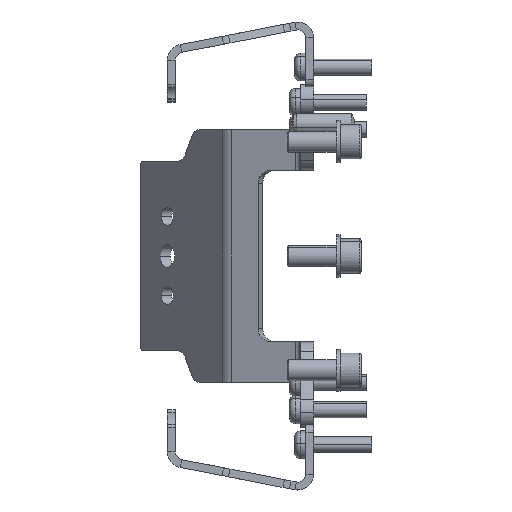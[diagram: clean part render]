
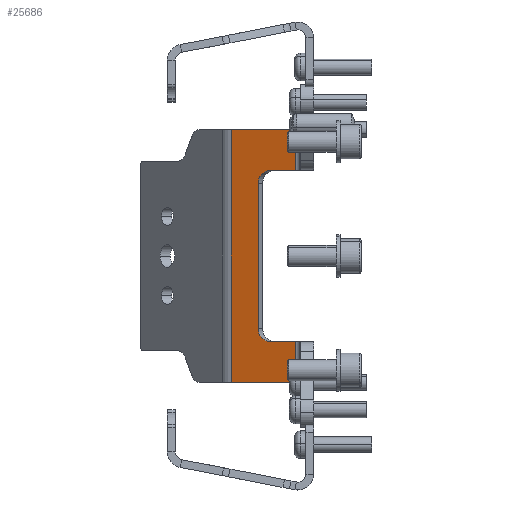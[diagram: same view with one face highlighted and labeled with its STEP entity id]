
A CAD part, front view. The second image highlights one B-rep face of the part: STEP entity #25686.
In plain terms, the highlighted planar face has unit normal (-0.342, -0.94, 0).
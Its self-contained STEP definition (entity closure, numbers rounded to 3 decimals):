
#895 = CARTESIAN_POINT ( 'NONE',  ( 1603.629, 79.139, 1857.5 ) ) ;
#1003 = LINE ( 'NONE', #13766, #9199 ) ;
#1142 = DIRECTION ( 'NONE',  ( 0., 0., 1. ) ) ;
#1406 = CARTESIAN_POINT ( 'NONE',  ( 1588.783, 84.542, 1932.9 ) ) ;
#1526 = CARTESIAN_POINT ( 'NONE',  ( 1603.629, 79.139, 1852.5 ) ) ;
#2380 = DIRECTION ( 'NONE',  ( 0.94, -0.342, 0. ) ) ;
#2904 = EDGE_CURVE ( 'NONE', #5852, #8520, #12792, .T. ) ;
#3817 = DIRECTION ( 'NONE',  ( 0.94, -0.342, 0. ) ) ;
#3830 = EDGE_CURVE ( 'NONE', #8520, #7194, #14150, .T. ) ;
#4093 = CARTESIAN_POINT ( 'NONE',  ( 1615., 75., 1820. ) ) ;
#4441 = CARTESIAN_POINT ( 'NONE',  ( 1613.026, 75.718, 1917.5 ) ) ;
#4504 = CARTESIAN_POINT ( 'NONE',  ( 1598.931, 80.849, 1857.5 ) ) ;
#4748 = DIRECTION ( 'NONE',  ( 0., 0., 1. ) ) ;
#5059 = VECTOR ( 'NONE', #4748, 1000. ) ;
#5435 = CARTESIAN_POINT ( 'NONE',  ( 1613.026, 75.718, 1852.5 ) ) ;
#5681 = VERTEX_POINT ( 'NONE', #4504 ) ;
#5710 = DIRECTION ( 'NONE',  ( 0.94, -0.342, 0. ) ) ;
#5799 = LINE ( 'NONE', #20909, #19080 ) ;
#5843 = CARTESIAN_POINT ( 'NONE',  ( 1588.783, 84.542, 1820. ) ) ;
#5852 = VERTEX_POINT ( 'NONE', #27151 ) ;
#6210 = ORIENTED_EDGE ( 'NONE', *, *, #2904, .T. ) ;
#6355 = CIRCLE ( 'NONE', #16071, 5. ) ;
#6882 = VECTOR ( 'NONE', #2380, 1000. ) ;
#7194 = VERTEX_POINT ( 'NONE', #5435 ) ;
#7403 = DIRECTION ( 'NONE',  ( 0.94, -0.342, 0. ) ) ;
#7574 = DIRECTION ( 'NONE',  ( 0.94, -0.342, 0. ) ) ;
#8299 = CARTESIAN_POINT ( 'NONE',  ( 1615., 75., 1837.1 ) ) ;
#8426 = LINE ( 'NONE', #26811, #23454 ) ;
#8520 = VERTEX_POINT ( 'NONE', #10709 ) ;
#8678 = ORIENTED_EDGE ( 'NONE', *, *, #17896, .T. ) ;
#8745 = CARTESIAN_POINT ( 'NONE',  ( 1603.629, 79.139, 1917.5 ) ) ;
#9199 = VECTOR ( 'NONE', #9847, 1000. ) ;
#9212 = AXIS2_PLACEMENT_3D ( 'NONE', #25119, #23068, #7403 ) ;
#9799 = DIRECTION ( 'NONE',  ( -0.94, 0.342, 0. ) ) ;
#9847 = DIRECTION ( 'NONE',  ( -0.94, 0.342, 0. ) ) ;
#10312 = VERTEX_POINT ( 'NONE', #1406 ) ;
#10709 = CARTESIAN_POINT ( 'NONE',  ( 1613.026, 75.718, 1837.1 ) ) ;
#10726 = VERTEX_POINT ( 'NONE', #8745 ) ;
#10775 = DIRECTION ( 'NONE',  ( 0.342, 0.94, 0. ) ) ;
#12136 = EDGE_CURVE ( 'NONE', #7194, #21357, #1003, .T. ) ;
#12254 = CARTESIAN_POINT ( 'NONE',  ( 1613.026, 75.718, 1932.9 ) ) ;
#12727 = EDGE_LOOP ( 'NONE', ( #23626, #25132, #6210, #25835, #22603, #20298, #15729, #8678, #21733, #23305 ) ) ;
#12766 = DIRECTION ( 'NONE',  ( 0., 0., 1. ) ) ;
#12792 = LINE ( 'NONE', #8299, #14742 ) ;
#13766 = CARTESIAN_POINT ( 'NONE',  ( 1615., 75., 1852.5 ) ) ;
#14150 = LINE ( 'NONE', #20423, #5059 ) ;
#14363 = EDGE_CURVE ( 'NONE', #5681, #24378, #8426, .T. ) ;
#14446 = CARTESIAN_POINT ( 'NONE',  ( 1615., 75., 1932.9 ) ) ;
#14742 = VECTOR ( 'NONE', #5710, 1000. ) ;
#15186 = EDGE_CURVE ( 'NONE', #21357, #5681, #6355, .T. ) ;
#15729 = ORIENTED_EDGE ( 'NONE', *, *, #14363, .T. ) ;
#16071 = AXIS2_PLACEMENT_3D ( 'NONE', #895, #23255, #7574 ) ;
#17005 = DIRECTION ( 'NONE',  ( 0., 0., 1. ) ) ;
#17896 = EDGE_CURVE ( 'NONE', #24378, #10726, #24063, .T. ) ;
#18421 = EDGE_CURVE ( 'NONE', #10726, #20136, #21975, .T. ) ;
#19064 = AXIS2_PLACEMENT_3D ( 'NONE', #4093, #10775, #3817 ) ;
#19080 = VECTOR ( 'NONE', #1142, 1000. ) ;
#20136 = VERTEX_POINT ( 'NONE', #4441 ) ;
#20298 = ORIENTED_EDGE ( 'NONE', *, *, #15186, .T. ) ;
#20423 = CARTESIAN_POINT ( 'NONE',  ( 1613.026, 75.718, 1820. ) ) ;
#20909 = CARTESIAN_POINT ( 'NONE',  ( 1613.026, 75.718, 1820. ) ) ;
#21281 = EDGE_CURVE ( 'NONE', #21396, #10312, #23304, .T. ) ;
#21357 = VERTEX_POINT ( 'NONE', #1526 ) ;
#21396 = VERTEX_POINT ( 'NONE', #12254 ) ;
#21733 = ORIENTED_EDGE ( 'NONE', *, *, #18421, .T. ) ;
#21975 = LINE ( 'NONE', #23997, #6882 ) ;
#22603 = ORIENTED_EDGE ( 'NONE', *, *, #12136, .T. ) ;
#23068 = DIRECTION ( 'NONE',  ( 0.342, 0.94, 0. ) ) ;
#23255 = DIRECTION ( 'NONE',  ( 0.342, 0.94, 0. ) ) ;
#23304 = LINE ( 'NONE', #14446, #25034 ) ;
#23305 = ORIENTED_EDGE ( 'NONE', *, *, #27928, .T. ) ;
#23454 = VECTOR ( 'NONE', #12766, 1000. ) ;
#23626 = ORIENTED_EDGE ( 'NONE', *, *, #21281, .T. ) ;
#23997 = CARTESIAN_POINT ( 'NONE',  ( 1615., 75., 1917.5 ) ) ;
#24063 = CIRCLE ( 'NONE', #9212, 5. ) ;
#24119 = EDGE_CURVE ( 'NONE', #5852, #10312, #25588, .T. ) ;
#24378 = VERTEX_POINT ( 'NONE', #27161 ) ;
#25034 = VECTOR ( 'NONE', #9799, 1000. ) ;
#25035 = VECTOR ( 'NONE', #17005, 1000. ) ;
#25119 = CARTESIAN_POINT ( 'NONE',  ( 1603.629, 79.139, 1912.5 ) ) ;
#25132 = ORIENTED_EDGE ( 'NONE', *, *, #24119, .F. ) ;
#25588 = LINE ( 'NONE', #5843, #25035 ) ;
#25686 = ADVANCED_FACE ( 'NONE', ( #28368 ), #26308, .F. ) ;
#25835 = ORIENTED_EDGE ( 'NONE', *, *, #3830, .T. ) ;
#26308 = PLANE ( 'NONE',  #19064 ) ;
#26811 = CARTESIAN_POINT ( 'NONE',  ( 1598.931, 80.849, 1820. ) ) ;
#27151 = CARTESIAN_POINT ( 'NONE',  ( 1588.783, 84.542, 1837.1 ) ) ;
#27161 = CARTESIAN_POINT ( 'NONE',  ( 1598.931, 80.849, 1912.5 ) ) ;
#27928 = EDGE_CURVE ( 'NONE', #20136, #21396, #5799, .T. ) ;
#28368 = FACE_OUTER_BOUND ( 'NONE', #12727, .T. ) ;
